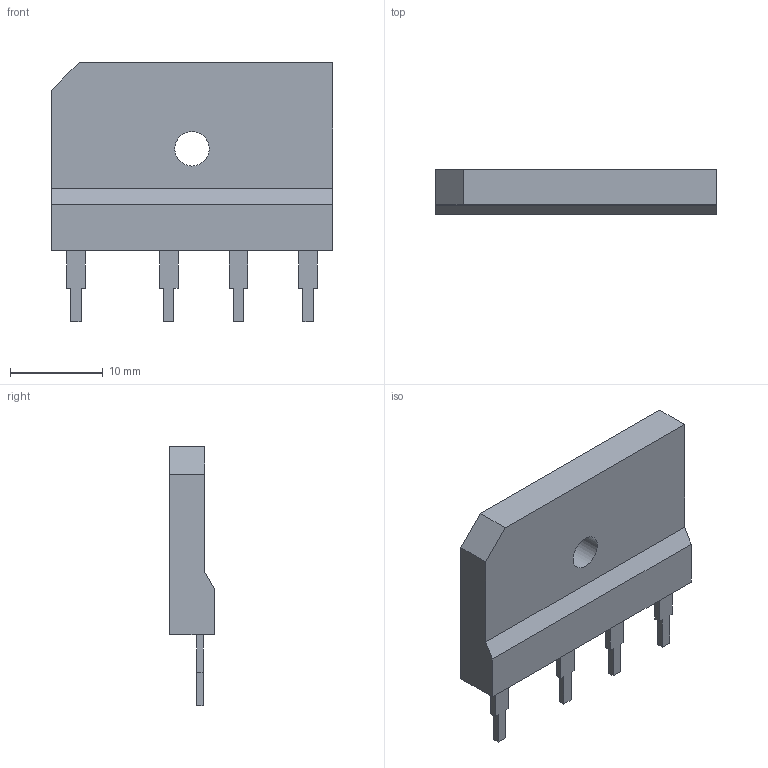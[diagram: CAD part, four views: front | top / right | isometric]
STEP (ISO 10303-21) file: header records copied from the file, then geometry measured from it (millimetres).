
FILE_DESCRIPTION(/* description */ (''),/* implementation_level */ '2;1');
FILE_NAME(/* name */ 'VISHAY_GSIB-5S.stp',/* time_stamp */ '2017-03-20T16:00:24+01:00',/* author */ ('riccim'),/* organization */ (''),/* preprocessor_version */ 'ST-DEVELOPER v16.1',/* originating_system */ 'AutoCAD Mechanical',/* authorisation */ '');
FILE_SCHEMA (('AUTOMOTIVE_DESIGN { 1 0 10303 214 3 1 1 }'));
Length unit declared in the file: millimetre
Products named in the file (1): Product
Bounding box: 30.3 x 4.8 x 27.9 mm (x, y, z)
Volume: 2490.6 mm3; surface area: 2824.7 mm2
Topology: 6 solids, 6 shells, 70 faces, 169 edges, 113 vertices
Faces by surface type: plane 67, cylinder 3
Full cylindrical faces by diameter (mm): 3.7 x1, 5.44 x2
Entity records: 2025 total; most frequent: CARTESIAN_POINT 348, ORIENTED_EDGE 330, DIRECTION 313, EDGE_CURVE 165, LINE 159, VECTOR 159, VERTEX_POINT 112, EDGE_LOOP 79
